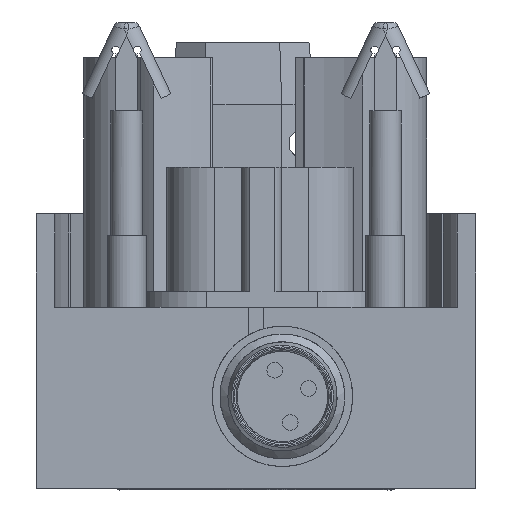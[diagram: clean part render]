
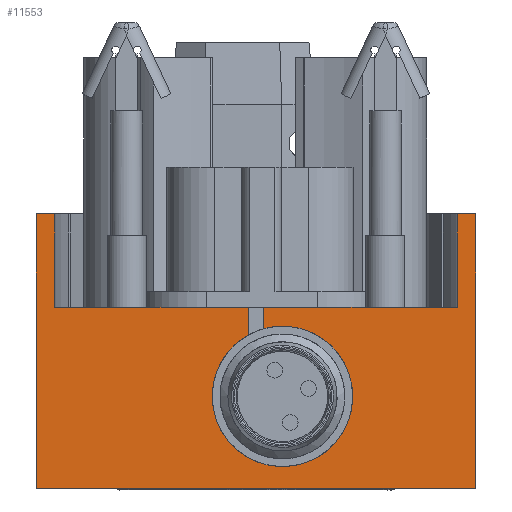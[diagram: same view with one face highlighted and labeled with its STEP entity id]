
A CAD part, front view. The second image highlights one B-rep face of the part: STEP entity #11553.
In plain terms, the highlighted planar face has unit normal (0, -1, 0).
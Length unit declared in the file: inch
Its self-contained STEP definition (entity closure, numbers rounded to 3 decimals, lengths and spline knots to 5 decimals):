
#4 = VERTEX_POINT ( 'NONE', #1745 ) ;
#108 = VERTEX_POINT ( 'NONE', #15598 ) ;
#405 = LINE ( 'NONE', #828, #585 ) ;
#510 = EDGE_CURVE ( 'NONE', #15640, #5965, #15463, .T. ) ;
#563 = ORIENTED_EDGE ( 'NONE', *, *, #8200, .F. ) ;
#585 = VECTOR ( 'NONE', #14377, 39.37008 ) ;
#828 = CARTESIAN_POINT ( 'NONE',  ( 1.16175, 0.08096, 0.79471 ) ) ;
#946 = ORIENTED_EDGE ( 'NONE', *, *, #2557, .T. ) ;
#947 = ORIENTED_EDGE ( 'NONE', *, *, #10260, .F. ) ;
#1011 = DIRECTION ( 'NONE',  ( 1., 0., 0. ) ) ;
#1484 = EDGE_CURVE ( 'NONE', #7932, #15361, #12511, .T. ) ;
#1610 = EDGE_CURVE ( 'NONE', #11756, #7932, #405, .T. ) ;
#1737 = CARTESIAN_POINT ( 'NONE',  ( 1.14206, 0.08096, 0.79471 ) ) ;
#1745 = CARTESIAN_POINT ( 'NONE',  ( 0.63419, 0.08096, 1.48763 ) ) ;
#1763 = DIRECTION ( 'NONE',  ( 1., 0., 0. ) ) ;
#1789 = EDGE_CURVE ( 'NONE', #4992, #14076, #10350, .T. ) ;
#1903 = DIRECTION ( 'NONE',  ( 0., 0., 1. ) ) ;
#2004 = ORIENTED_EDGE ( 'NONE', *, *, #1484, .F. ) ;
#2188 = CARTESIAN_POINT ( 'NONE',  ( 0.63419, 0.08096, 1.25141 ) ) ;
#2266 = DIRECTION ( 'NONE',  ( 1., 0., 0. ) ) ;
#2503 = CARTESIAN_POINT ( 'NONE',  ( 1.14206, 0.08096, 1.25141 ) ) ;
#2512 = VECTOR ( 'NONE', #7653, 39.37008 ) ;
#2557 = EDGE_CURVE ( 'NONE', #6480, #15361, #8386, .T. ) ;
#2678 = VECTOR ( 'NONE', #7130, 39.37008 ) ;
#2755 = DIRECTION ( 'NONE',  ( 0., 0., 1. ) ) ;
#2950 = CARTESIAN_POINT ( 'NONE',  ( 1.14206, 0.08096, 1.027 ) ) ;
#3083 = DIRECTION ( 'NONE',  ( 0., 1., 0. ) ) ;
#3209 = EDGE_CURVE ( 'NONE', #15640, #7259, #15742, .T. ) ;
#3849 = AXIS2_PLACEMENT_3D ( 'NONE', #1737, #3083, #1903 ) ;
#4234 = VECTOR ( 'NONE', #15351, 39.37008 ) ;
#4376 = CARTESIAN_POINT ( 'NONE',  ( 1.14206, 0.08096, 1.25141 ) ) ;
#4710 = LINE ( 'NONE', #8636, #5511 ) ;
#4716 = CARTESIAN_POINT ( 'NONE',  ( 1.14206, 0.08096, 1.48763 ) ) ;
#4992 = VERTEX_POINT ( 'NONE', #2188 ) ;
#5082 = CARTESIAN_POINT ( 'NONE',  ( 1.69718, 0.08096, 0.79471 ) ) ;
#5261 = VERTEX_POINT ( 'NONE', #12046 ) ;
#5310 = CARTESIAN_POINT ( 'NONE',  ( 1.69718, 0.08096, 0.79471 ) ) ;
#5504 = ORIENTED_EDGE ( 'NONE', *, *, #14648, .F. ) ;
#5511 = VECTOR ( 'NONE', #2266, 39.37008 ) ;
#5965 = VERTEX_POINT ( 'NONE', #13849 ) ;
#6480 = VERTEX_POINT ( 'NONE', #6506 ) ;
#6506 = CARTESIAN_POINT ( 'NONE',  ( 1.64994, 0.08096, 1.48763 ) ) ;
#7060 = DIRECTION ( 'NONE',  ( 0., 0., -1. ) ) ;
#7130 = DIRECTION ( 'NONE',  ( 0., 0., -1. ) ) ;
#7259 = VERTEX_POINT ( 'NONE', #5082 ) ;
#7341 = EDGE_CURVE ( 'NONE', #5261, #7259, #7562, .T. ) ;
#7464 = ORIENTED_EDGE ( 'NONE', *, *, #3209, .T. ) ;
#7562 = LINE ( 'NONE', #5310, #4234 ) ;
#7618 = VECTOR ( 'NONE', #1763, 39.37008 ) ;
#7653 = DIRECTION ( 'NONE',  ( 1., 0., 0. ) ) ;
#7662 = ORIENTED_EDGE ( 'NONE', *, *, #1789, .F. ) ;
#7880 = LINE ( 'NONE', #4716, #15278 ) ;
#7932 = VERTEX_POINT ( 'NONE', #8610 ) ;
#8200 = EDGE_CURVE ( 'NONE', #108, #11756, #11046, .T. ) ;
#8288 = VECTOR ( 'NONE', #12692, 39.37008 ) ;
#8293 = CARTESIAN_POINT ( 'NONE',  ( 1.12238, 0.08096, 0.79471 ) ) ;
#8386 = LINE ( 'NONE', #13362, #2678 ) ;
#8610 = CARTESIAN_POINT ( 'NONE',  ( 1.16175, 0.08096, 1.25141 ) ) ;
#8636 = CARTESIAN_POINT ( 'NONE',  ( 1.14206, 0.08096, 1.48763 ) ) ;
#8699 = CARTESIAN_POINT ( 'NONE',  ( 1.16175, 0.08096, 1.09302 ) ) ;
#8965 = CARTESIAN_POINT ( 'NONE',  ( 0.63419, 0.08096, 1.25141 ) ) ;
#9082 = DIRECTION ( 'NONE',  ( 0., 0., -1. ) ) ;
#9258 = EDGE_CURVE ( 'NONE', #4992, #4, #12774, .T. ) ;
#9368 = VECTOR ( 'NONE', #10432, 39.37008 ) ;
#10258 = CARTESIAN_POINT ( 'NONE',  ( 0.58695, 0.08096, 0.79471 ) ) ;
#10260 = EDGE_CURVE ( 'NONE', #6480, #5261, #4710, .T. ) ;
#10350 = LINE ( 'NONE', #2503, #2512 ) ;
#10376 = CARTESIAN_POINT ( 'NONE',  ( 1.12238, 0.08096, 1.25141 ) ) ;
#10432 = DIRECTION ( 'NONE',  ( 1., 0., 0. ) ) ;
#11046 = CIRCLE ( 'NONE', #15252, 0.0689 ) ;
#11263 = ORIENTED_EDGE ( 'NONE', *, *, #9258, .T. ) ;
#11553 = ADVANCED_FACE ( 'NONE', ( #12326 ), #11758, .F. ) ;
#11756 = VERTEX_POINT ( 'NONE', #8699 ) ;
#11758 = PLANE ( 'NONE',  #3849 ) ;
#12046 = CARTESIAN_POINT ( 'NONE',  ( 1.69718, 0.08096, 1.48763 ) ) ;
#12240 = ORIENTED_EDGE ( 'NONE', *, *, #510, .F. ) ;
#12326 = FACE_OUTER_BOUND ( 'NONE', #14182, .T. ) ;
#12511 = LINE ( 'NONE', #4376, #7618 ) ;
#12541 = VECTOR ( 'NONE', #7060, 39.37008 ) ;
#12550 = ORIENTED_EDGE ( 'NONE', *, *, #14356, .F. ) ;
#12692 = DIRECTION ( 'NONE',  ( 0., 0., 1. ) ) ;
#12774 = LINE ( 'NONE', #8965, #8288 ) ;
#13042 = CARTESIAN_POINT ( 'NONE',  ( 0.58695, 0.08096, 0.79471 ) ) ;
#13275 = ORIENTED_EDGE ( 'NONE', *, *, #7341, .F. ) ;
#13362 = CARTESIAN_POINT ( 'NONE',  ( 1.64994, 0.08096, 1.25141 ) ) ;
#13849 = CARTESIAN_POINT ( 'NONE',  ( 0.58695, 0.08096, 1.48763 ) ) ;
#13852 = ORIENTED_EDGE ( 'NONE', *, *, #1610, .F. ) ;
#14076 = VERTEX_POINT ( 'NONE', #10376 ) ;
#14182 = EDGE_LOOP ( 'NONE', ( #7662, #11263, #12550, #12240, #7464, #13275, #947, #946, #2004, #13852, #563, #5504 ) ) ;
#14356 = EDGE_CURVE ( 'NONE', #5965, #4, #7880, .T. ) ;
#14377 = DIRECTION ( 'NONE',  ( 0., 0., 1. ) ) ;
#14648 = EDGE_CURVE ( 'NONE', #14076, #108, #15263, .T. ) ;
#14668 = VECTOR ( 'NONE', #2755, 39.37008 ) ;
#15071 = CARTESIAN_POINT ( 'NONE',  ( 1.64994, 0.08096, 1.25141 ) ) ;
#15252 = AXIS2_PLACEMENT_3D ( 'NONE', #2950, #15407, #9082 ) ;
#15263 = LINE ( 'NONE', #8293, #12541 ) ;
#15278 = VECTOR ( 'NONE', #1011, 39.37008 ) ;
#15351 = DIRECTION ( 'NONE',  ( 0., 0., -1. ) ) ;
#15361 = VERTEX_POINT ( 'NONE', #15071 ) ;
#15407 = DIRECTION ( 'NONE',  ( 0., -1., 0. ) ) ;
#15463 = LINE ( 'NONE', #10258, #14668 ) ;
#15598 = CARTESIAN_POINT ( 'NONE',  ( 1.12238, 0.08096, 1.09302 ) ) ;
#15604 = CARTESIAN_POINT ( 'NONE',  ( 0.58695, 0.08096, 0.79471 ) ) ;
#15640 = VERTEX_POINT ( 'NONE', #15604 ) ;
#15742 = LINE ( 'NONE', #13042, #9368 ) ;
